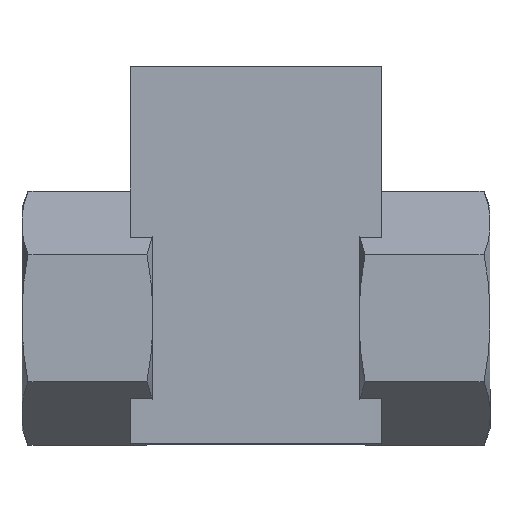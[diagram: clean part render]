
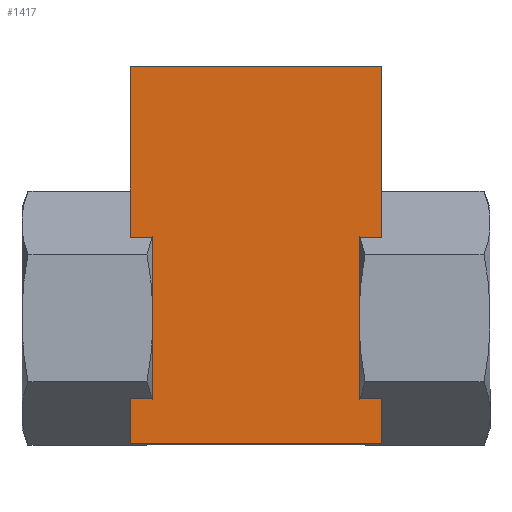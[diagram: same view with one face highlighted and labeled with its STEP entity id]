
A CAD part, top view. The second image highlights one B-rep face of the part: STEP entity #1417.
In plain terms, the highlighted planar face has unit normal (0, 0, 1).
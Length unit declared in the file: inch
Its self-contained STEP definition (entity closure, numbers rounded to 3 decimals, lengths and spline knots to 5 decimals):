
#232=CARTESIAN_POINT('',(-0.5,0.75,0.5));
#233=VERTEX_POINT('',#232);
#234=CARTESIAN_POINT('',(0.5,0.75,0.5));
#235=VERTEX_POINT('',#234);
#236=CARTESIAN_POINT('',(-0.5,0.75,0.5));
#237=DIRECTION('',(1.0,0.0,0.0));
#238=VECTOR('',#237,1.0);
#239=LINE('',#236,#238);
#240=EDGE_CURVE('',#233,#235,#239,.T.);
#674=CARTESIAN_POINT('',(-0.41,0.07139,0.5));
#675=VERTEX_POINT('',#674);
#676=CARTESIAN_POINT('',(-0.41,-0.57106,0.5));
#677=VERTEX_POINT('',#676);
#678=CARTESIAN_POINT('',(-0.41,0.07139,0.5));
#679=DIRECTION('',(0.0,-1.0,0.0));
#680=VECTOR('',#679,0.64245);
#681=LINE('',#678,#680);
#682=EDGE_CURVE('',#675,#677,#681,.T.);
#788=CARTESIAN_POINT('',(-0.5,0.07139,0.5));
#789=VERTEX_POINT('',#788);
#790=CARTESIAN_POINT('',(-0.5,0.07139,0.5));
#791=DIRECTION('',(1.0,0.0,0.0));
#792=VECTOR('',#791,0.09);
#793=LINE('',#790,#792);
#794=EDGE_CURVE('',#789,#675,#793,.T.);
#820=CARTESIAN_POINT('',(-0.5,-0.57106,0.5));
#821=VERTEX_POINT('',#820);
#822=CARTESIAN_POINT('',(-0.41,-0.57106,0.5));
#823=DIRECTION('',(-1.0,0.0,0.0));
#824=VECTOR('',#823,0.09);
#825=LINE('',#822,#824);
#826=EDGE_CURVE('',#677,#821,#825,.T.);
#903=CARTESIAN_POINT('',(0.5,-0.75,0.5));
#904=VERTEX_POINT('',#903);
#911=CARTESIAN_POINT('',(-0.5,-0.75,0.5));
#912=VERTEX_POINT('',#911);
#913=CARTESIAN_POINT('',(0.5,-0.75,0.5));
#914=DIRECTION('',(-1.0,0.0,0.0));
#915=VECTOR('',#914,1.);
#916=LINE('',#913,#915);
#917=EDGE_CURVE('',#904,#912,#916,.T.);
#950=CARTESIAN_POINT('',(-0.5,0.07139,0.5));
#951=DIRECTION('',(0.0,1.0,0.0));
#952=VECTOR('',#951,0.67861);
#953=LINE('',#950,#952);
#954=EDGE_CURVE('',#789,#233,#953,.T.);
#973=CARTESIAN_POINT('',(-0.5,-0.75,0.5));
#974=DIRECTION('',(0.0,1.0,0.0));
#975=VECTOR('',#974,0.17894);
#976=LINE('',#973,#975);
#977=EDGE_CURVE('',#912,#821,#976,.T.);
#1106=CARTESIAN_POINT('',(0.41,0.06967,0.5));
#1107=VERTEX_POINT('',#1106);
#1115=CARTESIAN_POINT('',(0.41,-0.57063,0.5));
#1116=VERTEX_POINT('',#1115);
#1117=CARTESIAN_POINT('',(0.41,-0.57063,0.5));
#1118=DIRECTION('',(0.0,1.0,0.0));
#1119=VECTOR('',#1118,0.6403);
#1120=LINE('',#1117,#1119);
#1121=EDGE_CURVE('',#1116,#1107,#1120,.T.);
#1169=CARTESIAN_POINT('',(0.5,-0.57063,0.5));
#1170=VERTEX_POINT('',#1169);
#1171=CARTESIAN_POINT('',(0.5,-0.57063,0.5));
#1172=DIRECTION('',(-1.0,0.0,0.0));
#1173=VECTOR('',#1172,0.09);
#1174=LINE('',#1171,#1173);
#1175=EDGE_CURVE('',#1170,#1116,#1174,.T.);
#1202=CARTESIAN_POINT('',(0.5,0.06967,0.5));
#1203=VERTEX_POINT('',#1202);
#1211=CARTESIAN_POINT('',(0.41,0.06967,0.5));
#1212=DIRECTION('',(1.0,0.0,0.0));
#1213=VECTOR('',#1212,0.09);
#1214=LINE('',#1211,#1213);
#1215=EDGE_CURVE('',#1107,#1203,#1214,.T.);
#1252=CARTESIAN_POINT('',(0.5,-0.57063,0.5));
#1253=DIRECTION('',(0.0,-1.0,0.0));
#1254=VECTOR('',#1253,0.17937);
#1255=LINE('',#1252,#1254);
#1256=EDGE_CURVE('',#1170,#904,#1255,.T.);
#1275=CARTESIAN_POINT('',(0.5,0.75,0.5));
#1276=DIRECTION('',(0.0,-1.0,0.0));
#1277=VECTOR('',#1276,0.68033);
#1278=LINE('',#1275,#1277);
#1279=EDGE_CURVE('',#235,#1203,#1278,.T.);
#1398=CARTESIAN_POINT('',(0.,0.,0.5));
#1399=DIRECTION('',(0.0,0.0,1.0));
#1400=DIRECTION('',(1.0,0.0,0.0));
#1401=AXIS2_PLACEMENT_3D('',#1398,#1399,#1400);
#1402=PLANE('',#1401);
#1403=ORIENTED_EDGE('',*,*,#826,.T.);
#1404=ORIENTED_EDGE('',*,*,#977,.F.);
#1405=ORIENTED_EDGE('',*,*,#917,.F.);
#1406=ORIENTED_EDGE('',*,*,#1256,.F.);
#1407=ORIENTED_EDGE('',*,*,#1175,.T.);
#1408=ORIENTED_EDGE('',*,*,#1121,.T.);
#1409=ORIENTED_EDGE('',*,*,#1215,.T.);
#1410=ORIENTED_EDGE('',*,*,#1279,.F.);
#1411=ORIENTED_EDGE('',*,*,#240,.F.);
#1412=ORIENTED_EDGE('',*,*,#954,.F.);
#1413=ORIENTED_EDGE('',*,*,#794,.T.);
#1414=ORIENTED_EDGE('',*,*,#682,.T.);
#1415=EDGE_LOOP('',(#1403,#1404,#1405,#1406,#1407,#1408,#1409,#1410,#1411,#1412,#1413,#1414));
#1416=FACE_OUTER_BOUND('',#1415,.T.);
#1417=ADVANCED_FACE('',(#1416),#1402,.T.);
